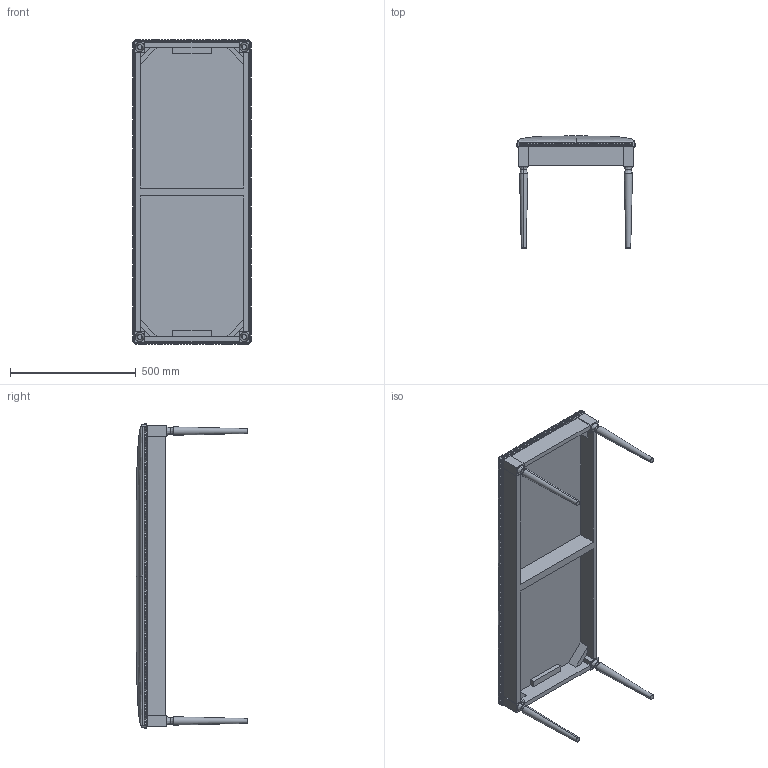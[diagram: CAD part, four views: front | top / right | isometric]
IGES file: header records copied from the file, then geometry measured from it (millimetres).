
Start section: SolidWorks IGES file using analytic representation for surfaces
Global section: file name: ASM_JL BENCH_8-NOV-21.IGS; native system: SolidWorks 2021; preprocessor: SolidWorks 2021; author: zrosen; date: 211108.093628; units: millimetre
Bounding box: 474.95 x 444.5 x 1211.55 mm (x, y, z)
Surface area: 1868926.2 mm2 (no closed solid volume)
Topology: 0 solids, 0 shells, 638 faces, 12144 edges, 11370 vertices
Faces by surface type: bspline 638
